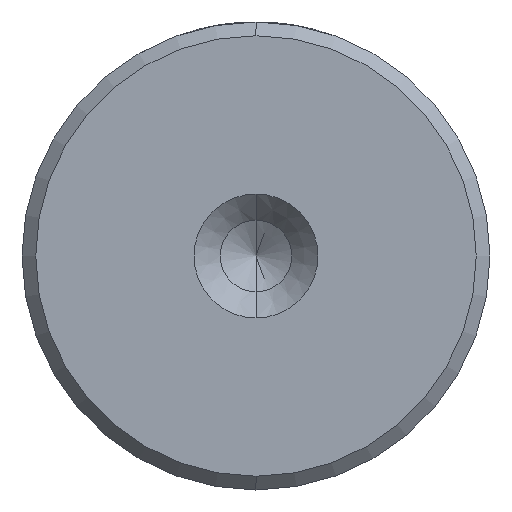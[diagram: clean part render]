
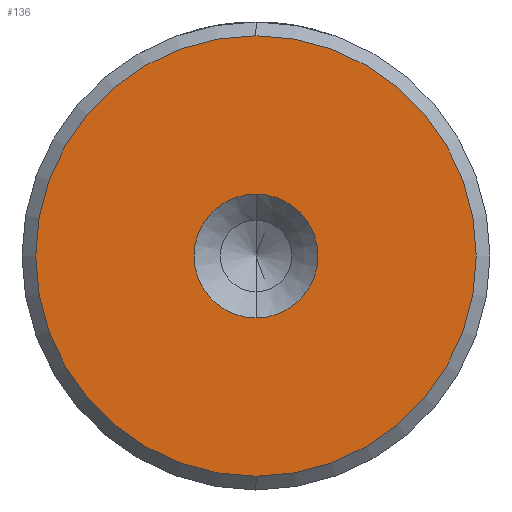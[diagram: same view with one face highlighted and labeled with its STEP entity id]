
A CAD part, left-side view. The second image highlights one B-rep face of the part: STEP entity #136.
In plain terms, the highlighted planar face has unit normal (-1, 0, 0).
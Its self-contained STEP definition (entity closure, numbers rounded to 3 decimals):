
#16 = AXIS2_PLACEMENT_3D ( 'NONE', #1980, #788, #2192 ) ;
#136 = ADVANCED_FACE ( 'NONE', ( #944, #2459 ), #1844, .T. ) ;
#150 = EDGE_CURVE ( 'NONE', #2453, #2111, #421, .T. ) ;
#158 = CIRCLE ( 'NONE', #1971, 8. ) ;
#213 = ORIENTED_EDGE ( 'NONE', *, *, #1146, .F. ) ;
#399 = CIRCLE ( 'NONE', #16, 2.25 ) ;
#421 = CIRCLE ( 'NONE', #846, 8. ) ;
#492 = ORIENTED_EDGE ( 'NONE', *, *, #150, .T. ) ;
#508 = DIRECTION ( 'NONE',  ( -1., 0., 0. ) ) ;
#707 = CARTESIAN_POINT ( 'NONE',  ( 0., 0., 0. ) ) ;
#711 = AXIS2_PLACEMENT_3D ( 'NONE', #1622, #1301, #1254 ) ;
#788 = DIRECTION ( 'NONE',  ( -1., 0., 0. ) ) ;
#813 = EDGE_LOOP ( 'NONE', ( #2058, #492 ) ) ;
#846 = AXIS2_PLACEMENT_3D ( 'NONE', #2463, #2451, #2432 ) ;
#857 = CIRCLE ( 'NONE', #1082, 2.25 ) ;
#871 = EDGE_CURVE ( 'NONE', #1997, #937, #399, .T. ) ;
#903 = DIRECTION ( 'NONE',  ( 0., 0., 1. ) ) ;
#937 = VERTEX_POINT ( 'NONE', #1033 ) ;
#944 = FACE_OUTER_BOUND ( 'NONE', #813, .T. ) ;
#1033 = CARTESIAN_POINT ( 'NONE',  ( 0., 0., -2.25 ) ) ;
#1067 = ORIENTED_EDGE ( 'NONE', *, *, #871, .F. ) ;
#1082 = AXIS2_PLACEMENT_3D ( 'NONE', #707, #2104, #903 ) ;
#1089 = CARTESIAN_POINT ( 'NONE',  ( 0., 0., -8. ) ) ;
#1146 = EDGE_CURVE ( 'NONE', #937, #1997, #857, .T. ) ;
#1254 = DIRECTION ( 'NONE',  ( 0., 0., 1. ) ) ;
#1301 = DIRECTION ( 'NONE',  ( -1., 0., 0. ) ) ;
#1411 = EDGE_CURVE ( 'NONE', #2111, #2453, #158, .T. ) ;
#1462 = EDGE_LOOP ( 'NONE', ( #1067, #213 ) ) ;
#1622 = CARTESIAN_POINT ( 'NONE',  ( 0., 0., 0. ) ) ;
#1664 = CARTESIAN_POINT ( 'NONE',  ( 0., 0., 2.25 ) ) ;
#1697 = CARTESIAN_POINT ( 'NONE',  ( 0., 0., 0. ) ) ;
#1844 = PLANE ( 'NONE',  #711 ) ;
#1887 = DIRECTION ( 'NONE',  ( 0., 0., 1. ) ) ;
#1971 = AXIS2_PLACEMENT_3D ( 'NONE', #1697, #508, #1887 ) ;
#1980 = CARTESIAN_POINT ( 'NONE',  ( 0., 0., 0. ) ) ;
#1997 = VERTEX_POINT ( 'NONE', #1664 ) ;
#2027 = CARTESIAN_POINT ( 'NONE',  ( 0., 0., 8. ) ) ;
#2058 = ORIENTED_EDGE ( 'NONE', *, *, #1411, .T. ) ;
#2104 = DIRECTION ( 'NONE',  ( -1., 0., 0. ) ) ;
#2111 = VERTEX_POINT ( 'NONE', #1089 ) ;
#2192 = DIRECTION ( 'NONE',  ( 0., 0., 1. ) ) ;
#2432 = DIRECTION ( 'NONE',  ( 0., 0., 1. ) ) ;
#2451 = DIRECTION ( 'NONE',  ( -1., 0., 0. ) ) ;
#2453 = VERTEX_POINT ( 'NONE', #2027 ) ;
#2459 = FACE_BOUND ( 'NONE', #1462, .T. ) ;
#2463 = CARTESIAN_POINT ( 'NONE',  ( 0., 0., 0. ) ) ;
